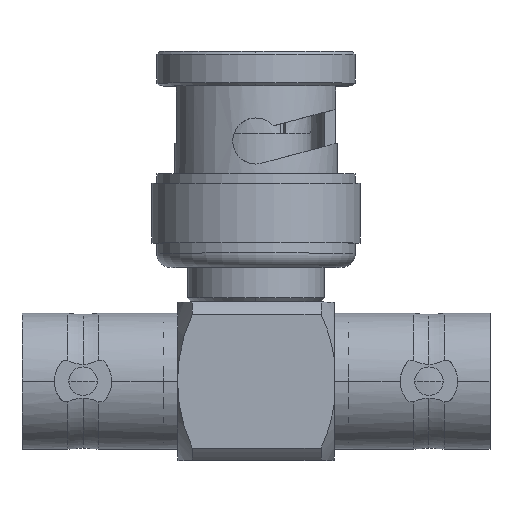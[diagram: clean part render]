
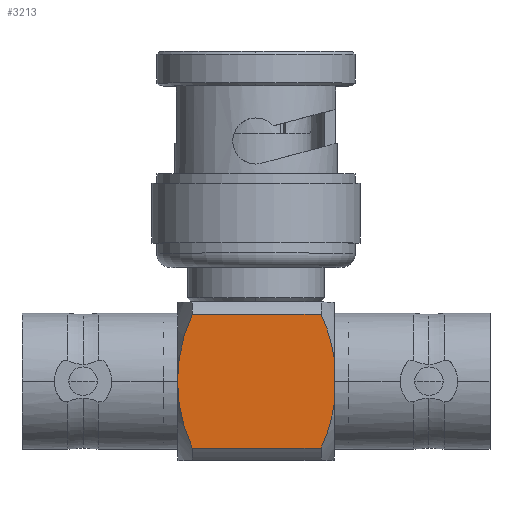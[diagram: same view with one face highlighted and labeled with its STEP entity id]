
A CAD part, top view. The second image highlights one B-rep face of the part: STEP entity #3213.
In plain terms, the highlighted planar face has unit normal (0, 0, 1).
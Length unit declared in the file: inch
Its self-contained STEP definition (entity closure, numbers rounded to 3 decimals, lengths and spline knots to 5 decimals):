
#168 = DIRECTION ( 'NONE',  ( 0.991, 0.135, 0. ) ) ;
#202 = ORIENTED_EDGE ( 'NONE', *, *, #4228, .T. ) ;
#228 = ORIENTED_EDGE ( 'NONE', *, *, #986, .T. ) ;
#256 = EDGE_LOOP ( 'NONE', ( #6102, #228, #202, #3861, #761, #6436, #6691 ) ) ;
#284 = CARTESIAN_POINT ( 'NONE',  ( 0.21457, -0.05826, 0.21654 ) ) ;
#761 = ORIENTED_EDGE ( 'NONE', *, *, #5295, .T. ) ;
#792 = VERTEX_POINT ( 'NONE', #284 ) ;
#794 = EDGE_CURVE ( 'NONE', #2643, #5890, #1929, .T. ) ;
#986 = EDGE_CURVE ( 'NONE', #792, #2177, #6283, .T. ) ;
#1178 = CARTESIAN_POINT ( 'NONE',  ( -0.21457, 0., 0.21654 ) ) ;
#1280 = AXIS2_PLACEMENT_3D ( 'NONE', #1572, #5355, #2158 ) ;
#1285 = DIRECTION ( 'NONE',  ( -1., 0., 0. ) ) ;
#1307 = DIRECTION ( 'NONE',  ( 1., 0., 0. ) ) ;
#1572 = CARTESIAN_POINT ( 'NONE',  ( 0.2185, 0., 0.21654 ) ) ;
#1808 = CIRCLE ( 'NONE', #4544, 0.43307 ) ;
#1838 = VECTOR ( 'NONE', #5155, 39.37008 ) ;
#1929 = LINE ( 'NONE', #2929, #5980 ) ;
#1938 = CARTESIAN_POINT ( 'NONE',  ( 0.21457, 0.05826, 0.21654 ) ) ;
#1970 = EDGE_CURVE ( 'NONE', #5890, #792, #3099, .T. ) ;
#2158 = DIRECTION ( 'NONE',  ( -0.906, 0.422, 0. ) ) ;
#2177 = VERTEX_POINT ( 'NONE', #1938 ) ;
#2225 = CARTESIAN_POINT ( 'NONE',  ( 0., 0., 0.21654 ) ) ;
#2305 = CARTESIAN_POINT ( 'NONE',  ( 0.2185, 0., 0.21654 ) ) ;
#2489 = VERTEX_POINT ( 'NONE', #3587 ) ;
#2551 = CARTESIAN_POINT ( 'NONE',  ( 0.21457, -0.05826, 0.21654 ) ) ;
#2635 = CARTESIAN_POINT ( 'NONE',  ( 0.17797, 0.18293, 0.21654 ) ) ;
#2643 = VERTEX_POINT ( 'NONE', #5835 ) ;
#2849 = FACE_OUTER_BOUND ( 'NONE', #256, .T. ) ;
#2874 = EDGE_CURVE ( 'NONE', #2489, #2643, #1808, .T. ) ;
#2929 = CARTESIAN_POINT ( 'NONE',  ( -0.17403, -0.18293, 0.21654 ) ) ;
#3099 = CIRCLE ( 'NONE', #3772, 0.43307 ) ;
#3213 = ADVANCED_FACE ( 'NONE', ( #2849 ), #6458, .T. ) ;
#3275 = DIRECTION ( 'NONE',  ( 0., 0., 1. ) ) ;
#3383 = DIRECTION ( 'NONE',  ( 0., 0., 1. ) ) ;
#3385 = VERTEX_POINT ( 'NONE', #5635 ) ;
#3587 = CARTESIAN_POINT ( 'NONE',  ( -0.21457, 0., 0.21654 ) ) ;
#3684 = AXIS2_PLACEMENT_3D ( 'NONE', #2225, #3925, #1307 ) ;
#3772 = AXIS2_PLACEMENT_3D ( 'NONE', #1178, #3275, #5863 ) ;
#3861 = ORIENTED_EDGE ( 'NONE', *, *, #6291, .F. ) ;
#3925 = DIRECTION ( 'NONE',  ( 0., 0., 1. ) ) ;
#3964 = DIRECTION ( 'NONE',  ( 1., 0., 0. ) ) ;
#4034 = VERTEX_POINT ( 'NONE', #2635 ) ;
#4228 = EDGE_CURVE ( 'NONE', #2177, #4034, #6721, .T. ) ;
#4461 = AXIS2_PLACEMENT_3D ( 'NONE', #4864, #5476, #168 ) ;
#4544 = AXIS2_PLACEMENT_3D ( 'NONE', #2305, #3383, #1285 ) ;
#4725 = DIRECTION ( 'NONE',  ( 0., 1., 0. ) ) ;
#4864 = CARTESIAN_POINT ( 'NONE',  ( -0.21457, 0., 0.21654 ) ) ;
#4986 = CIRCLE ( 'NONE', #1280, 0.43307 ) ;
#5126 = LINE ( 'NONE', #6218, #1838 ) ;
#5155 = DIRECTION ( 'NONE',  ( 1., 0., 0. ) ) ;
#5295 = EDGE_CURVE ( 'NONE', #3385, #2489, #4986, .T. ) ;
#5355 = DIRECTION ( 'NONE',  ( 0., 0., 1. ) ) ;
#5476 = DIRECTION ( 'NONE',  ( 0., 0., 1. ) ) ;
#5635 = CARTESIAN_POINT ( 'NONE',  ( -0.17403, 0.18293, 0.21654 ) ) ;
#5752 = VECTOR ( 'NONE', #4725, 39.37008 ) ;
#5835 = CARTESIAN_POINT ( 'NONE',  ( -0.17403, -0.18293, 0.21654 ) ) ;
#5863 = DIRECTION ( 'NONE',  ( 0.906, -0.422, 0. ) ) ;
#5890 = VERTEX_POINT ( 'NONE', #6186 ) ;
#5980 = VECTOR ( 'NONE', #3964, 39.37008 ) ;
#6102 = ORIENTED_EDGE ( 'NONE', *, *, #1970, .T. ) ;
#6186 = CARTESIAN_POINT ( 'NONE',  ( 0.17797, -0.18293, 0.21654 ) ) ;
#6218 = CARTESIAN_POINT ( 'NONE',  ( -0.17403, 0.18293, 0.21654 ) ) ;
#6283 = LINE ( 'NONE', #2551, #5752 ) ;
#6291 = EDGE_CURVE ( 'NONE', #3385, #4034, #5126, .T. ) ;
#6436 = ORIENTED_EDGE ( 'NONE', *, *, #2874, .T. ) ;
#6458 = PLANE ( 'NONE',  #3684 ) ;
#6691 = ORIENTED_EDGE ( 'NONE', *, *, #794, .T. ) ;
#6721 = CIRCLE ( 'NONE', #4461, 0.43307 ) ;
